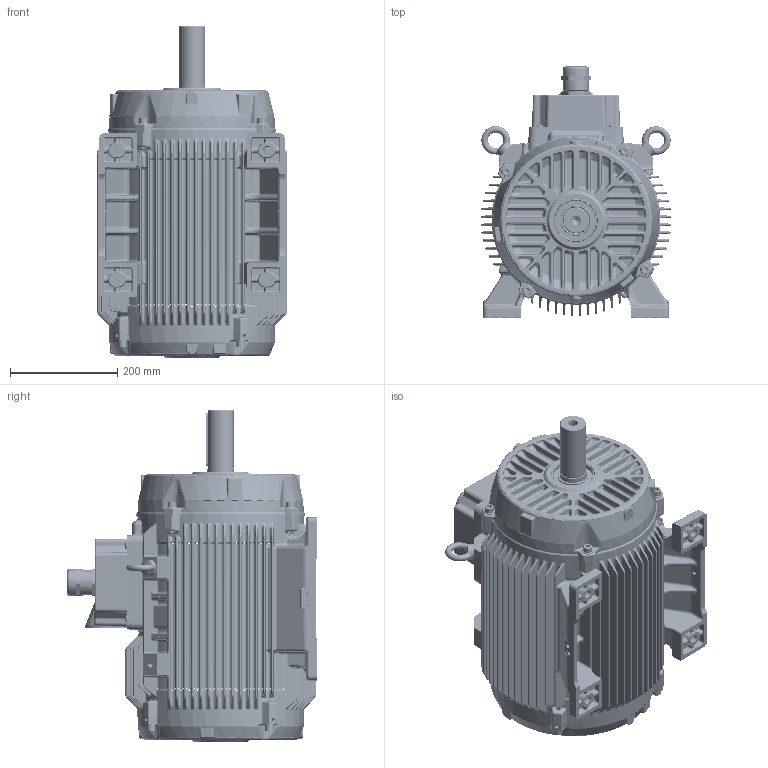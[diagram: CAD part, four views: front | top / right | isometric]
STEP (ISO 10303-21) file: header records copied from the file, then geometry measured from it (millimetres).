
FILE_DESCRIPTION(/* description */ (''),/* implementation_level */ '2;1');
FILE_NAME(/* name */ '652192501.stp',/* time_stamp */ '2023-01-23T16:38:22+03:00',/* author */ (''),/* organization */ (''),/* preprocessor_version */ 'ST-DEVELOPER v16',/* originating_system */ 'SIEMENS PLM Software NX 11.0',/* authorisation */ '');
FILE_SCHEMA (('AUTOMOTIVE_DESIGN { 1 0 10303 214 3 1 1 1 }'));
Products named in the file (1): 26032C0836B7xjw5
Bounding box: 355.28 x 467 x 618 mm (x, y, z)
Surface area: 1678892.7 mm2 (no closed solid volume)
Topology: 0 solids, 81 shells, 6895 faces, 18037 edges, 10622 vertices
Faces by surface type: bspline 3002, cylinder 1617, plane 934, torus 631, cone 487, sphere 222, extrusion 2
Full cylindrical faces by diameter (mm): 2.5 x2, 5 x4, 6.8 x2, 9 x8, 10.9 x2, 12 x4, 14 x1, 15.73 x4, 16 x4, 17 x1, 20 x4, 30 x2, 32 x1, 40 x1, 45.339 x1, 46.838 x1, 47.4 x1, 48 x1, 49.505 x2, 50 x1, 62 x1, 75.8 x1, 76 x1, 310 x1
Entity records: 269240 total; most frequent: CARTESIAN_POINT 123515, ORIENTED_EDGE 32356, DIRECTION 26432, EDGE_CURVE 17581, AXIS2_PLACEMENT_3D 11329, VERTEX_POINT 10582, EDGE_LOOP 7207, ADVANCED_FACE 6895
